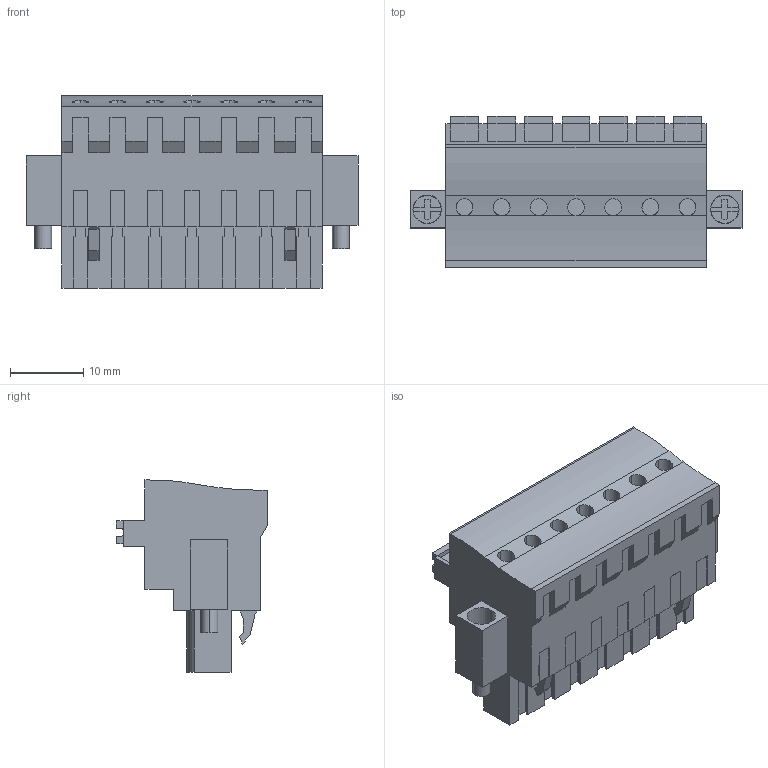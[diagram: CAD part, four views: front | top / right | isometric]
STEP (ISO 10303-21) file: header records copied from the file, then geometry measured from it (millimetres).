
FILE_DESCRIPTION(('CATIA V5 STEP Exchange','CAx-IF Rec.Pracs.--- Model Styling and Organization---1.2---2011-12-15'),'2;1');
FILE_NAME ('D1461177_0_1982940000_1982940000.stp','2017-10-30T15:26:44+00:00',('none'),('Weidmueller'),'CATIA Version 5-6 Release 2014','CATIA V5 STEP AP214','none');
FILE_SCHEMA(('AUTOMOTIVE_DESIGN { 1 0 10303 214 1 1 1 1 }'));
Length unit declared in the file: millimetre
Products named in the file (1): 1982940000
Bounding box: 45.36 x 20.64 x 26.24 mm (x, y, z)
Volume: 10917.5 mm3; surface area: 6098.9 mm2
Topology: 10 solids, 10 shells, 560 faces, 1536 edges, 1032 vertices
Faces by surface type: plane 467, cylinder 93
Entity records: 16301 total; most frequent: ORIENTED_EDGE 3072, CARTESIAN_POINT 2995, DIRECTION 2150, EDGE_CURVE 1536, VECTOR 1342, LINE 1342, VERTEX_POINT 1032, EDGE_LOOP 600
